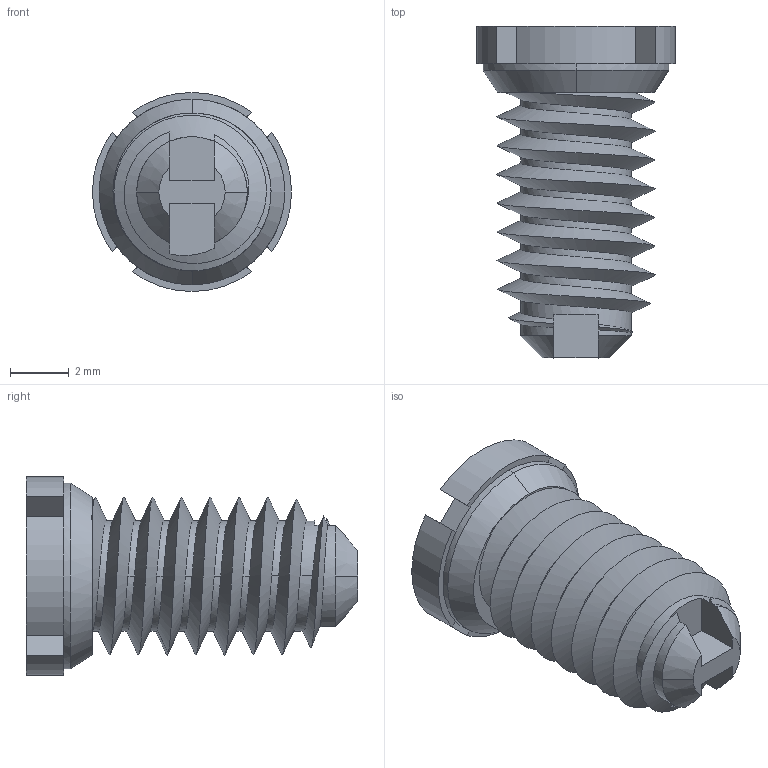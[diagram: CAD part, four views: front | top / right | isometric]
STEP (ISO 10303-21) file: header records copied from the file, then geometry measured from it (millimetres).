
FILE_DESCRIPTION(('produced by SPATIAL CORP'),'2;1');
FILE_NAME( 'worm_gear_.prt.hh.sat.stp','2002-04-19T14:07:21+00:00',('SPATIAL CORP'),('SPATIAL CORP'), 'ACIS STEP Husk','http://www.spatial.com','SPATIAL CORP');
FILE_SCHEMA(('CONFIG_CONTROL_DESIGN'));
Length unit declared in the file: millimetre
Products named in the file (1): PRODUCT_ID_1
Bounding box: 6.75 x 11.25 x 6.75 mm (x, y, z)
Volume: 189 mm3; surface area: 350.2 mm2
Topology: 1 solids, 1 shells, 68 faces, 186 edges, 120 vertices
Faces by surface type: plane 31, cylinder 23, bspline 8, cone 6
Entity records: 9213 total; most frequent: CARTESIAN_POINT 7685, ORIENTED_EDGE 372, DIRECTION 231, EDGE_CURVE 186, VERTEX_POINT 120, VECTOR 87, LINE 87, AXIS2_PLACEMENT_3D 72
